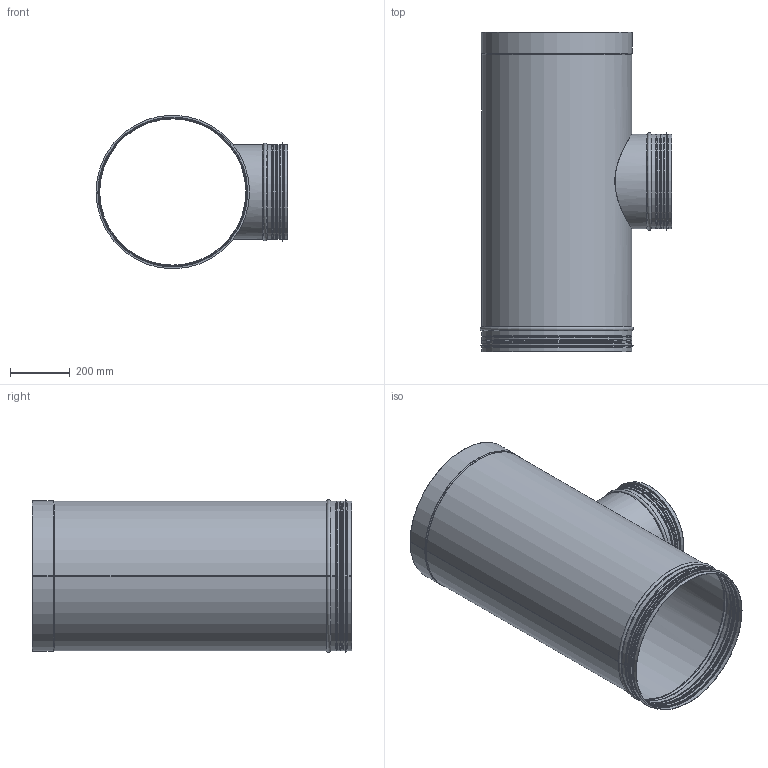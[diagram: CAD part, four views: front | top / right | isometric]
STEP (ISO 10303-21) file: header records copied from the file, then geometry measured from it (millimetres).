
FILE_DESCRIPTION((''),'2;1');
FILE_NAME('HTKH-16.stp','2015-01-21T08:09:45',(''),(''),'Autodesk Inventor 2013','Autodesk Inventor 2013','');
FILE_SCHEMA(('AUTOMOTIVE_DESIGN { 1 2 10303 214 0 1 1 1 }'));
Length unit declared in the file: millimetre
Products named in the file (7): HTKH-16; HTKH-AA-16; HTKH-AB-16; HIK-AA-6; HIK-AA-8; HIK-AB-6; HIK-AB-8
Assembly tree (6 placements, depth 2):
  HTKH-16
    HTKH-AA-16
    HTKH-AB-16
    HIK-AA-6
    HIK-AA-8
    HIK-AB-6
    HIK-AB-8
Bounding box: 643.3 x 1070 x 514.6 mm (x, y, z)
Volume: 1916828.5 mm3; surface area: 3765373.9 mm2
Topology: 6 solids, 6 shells, 225 faces, 445 edges, 232 vertices
Faces by surface type: plane 103, torus 60, cylinder 40, cone 22
Full cylindrical faces by diameter (mm): 312 x2, 315.6 x2, 316.6 x1, 317 x1, 329.6 x1, 497 x2, 500.6 x2, 501.6 x1, 514.6 x1
Entity records: 6276 total; most frequent: CARTESIAN_POINT 1213, DIRECTION 1112, ORIENTED_EDGE 832, AXIS2_PLACEMENT_3D 464, EDGE_CURVE 416, EDGE_LOOP 264, VERTEX_POINT 232, STYLED_ITEM 231
